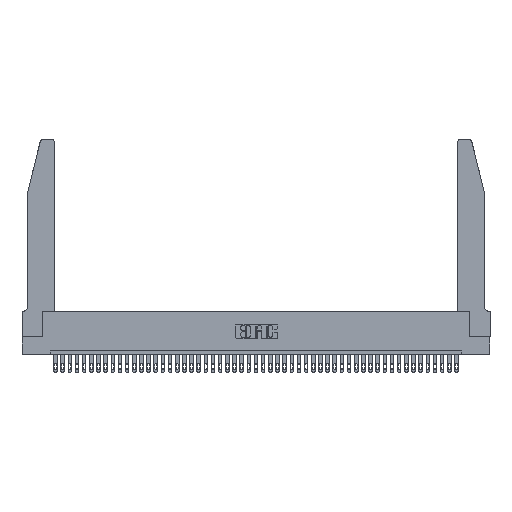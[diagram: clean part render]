
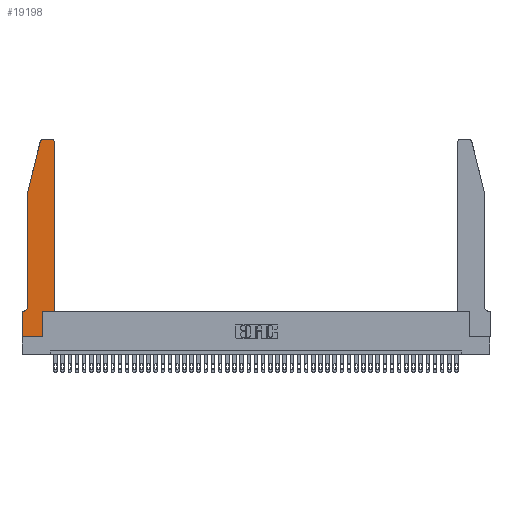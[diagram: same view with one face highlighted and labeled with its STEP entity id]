
A CAD part, top view. The second image highlights one B-rep face of the part: STEP entity #19198.
In plain terms, the highlighted planar face has unit normal (0, 0, 1).
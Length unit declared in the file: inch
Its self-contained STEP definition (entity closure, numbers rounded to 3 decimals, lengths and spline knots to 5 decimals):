
#154 = VERTEX_POINT ( 'NONE', #10884 ) ;
#374 = CARTESIAN_POINT ( 'NONE',  ( 0., 0., 0.37 ) ) ;
#568 = EDGE_CURVE ( 'NONE', #27556, #44064, #35125, .T. ) ;
#1779 = VERTEX_POINT ( 'NONE', #37551 ) ;
#2268 = LINE ( 'NONE', #14345, #24881 ) ;
#3435 = CIRCLE ( 'NONE', #12499, 0.07 ) ;
#4300 = EDGE_CURVE ( 'NONE', #45231, #27335, #5331, .T. ) ;
#4555 = VECTOR ( 'NONE', #4621, 39.37008 ) ;
#4621 = DIRECTION ( 'NONE',  ( 1., 0., 0. ) ) ;
#4722 = CARTESIAN_POINT ( 'NONE',  ( 0.4505, 0.35, 0.37 ) ) ;
#4922 = VECTOR ( 'NONE', #18294, 39.37008 ) ;
#4951 = ORIENTED_EDGE ( 'NONE', *, *, #16494, .T. ) ;
#5331 = LINE ( 'NONE', #14805, #43892 ) ;
#5505 = DIRECTION ( 'NONE',  ( -1., 0., 0. ) ) ;
#6086 = VERTEX_POINT ( 'NONE', #41997 ) ;
#7052 = DIRECTION ( 'NONE',  ( 0., 1., 0. ) ) ;
#7141 = CARTESIAN_POINT ( 'NONE',  ( 0.25487, 2.72718, 0.37 ) ) ;
#7482 = LINE ( 'NONE', #45035, #27883 ) ;
#7716 = EDGE_LOOP ( 'NONE', ( #4951, #12349, #18076, #16133, #13319, #34095, #24244, #19840, #7936, #25996, #20095, #7972 ) ) ;
#7815 = DIRECTION ( 'NONE',  ( 1., 0., 0. ) ) ;
#7936 = ORIENTED_EDGE ( 'NONE', *, *, #44008, .T. ) ;
#7972 = ORIENTED_EDGE ( 'NONE', *, *, #34477, .T. ) ;
#8006 = CARTESIAN_POINT ( 'NONE',  ( 0.4205, 2.75, 0.37 ) ) ;
#8127 = CARTESIAN_POINT ( 'NONE',  ( 0., 0.35, 0.37 ) ) ;
#9325 = EDGE_CURVE ( 'NONE', #13614, #20409, #32623, .T. ) ;
#9990 = DIRECTION ( 'NONE',  ( 0., -1., 0. ) ) ;
#10884 = CARTESIAN_POINT ( 'NONE',  ( 0.0755, 0.42, 0.37 ) ) ;
#11187 = CARTESIAN_POINT ( 'NONE',  ( 0.4505, 0.35, 0.37 ) ) ;
#11535 = CARTESIAN_POINT ( 'NONE',  ( 0., 0.35, 0.37 ) ) ;
#12349 = ORIENTED_EDGE ( 'NONE', *, *, #26165, .T. ) ;
#12499 = AXIS2_PLACEMENT_3D ( 'NONE', #35057, #24935, #17570 ) ;
#13190 = AXIS2_PLACEMENT_3D ( 'NONE', #45255, #30972, #23780 ) ;
#13243 = EDGE_CURVE ( 'NONE', #44064, #154, #7482, .T. ) ;
#13319 = ORIENTED_EDGE ( 'NONE', *, *, #36169, .T. ) ;
#13589 = CARTESIAN_POINT ( 'NONE',  ( 0.0055, 0.35, 0.37 ) ) ;
#13614 = VERTEX_POINT ( 'NONE', #13589 ) ;
#13888 = EDGE_CURVE ( 'NONE', #25180, #15444, #26161, .T. ) ;
#14345 = CARTESIAN_POINT ( 'NONE',  ( 0., 0., 0.37 ) ) ;
#14805 = CARTESIAN_POINT ( 'NONE',  ( 0., 0., 0.37 ) ) ;
#15444 = VERTEX_POINT ( 'NONE', #4722 ) ;
#16133 = ORIENTED_EDGE ( 'NONE', *, *, #13243, .T. ) ;
#16494 = EDGE_CURVE ( 'NONE', #43671, #6086, #43648, .T. ) ;
#17570 = DIRECTION ( 'NONE',  ( -1., 0., 0. ) ) ;
#17901 = DIRECTION ( 'NONE',  ( 0., -1., 0. ) ) ;
#18076 = ORIENTED_EDGE ( 'NONE', *, *, #568, .T. ) ;
#18294 = DIRECTION ( 'NONE',  ( 0., 1., 0. ) ) ;
#18531 = PLANE ( 'NONE',  #19522 ) ;
#19198 = ADVANCED_FACE ( 'NONE', ( #23708 ), #18531, .T. ) ;
#19522 = AXIS2_PLACEMENT_3D ( 'NONE', #8127, #36200, #43104 ) ;
#19840 = ORIENTED_EDGE ( 'NONE', *, *, #4300, .T. ) ;
#20095 = ORIENTED_EDGE ( 'NONE', *, *, #37388, .T. ) ;
#20409 = VERTEX_POINT ( 'NONE', #11535 ) ;
#21707 = DIRECTION ( 'NONE',  ( 0., 0., 1. ) ) ;
#22271 = AXIS2_PLACEMENT_3D ( 'NONE', #39167, #21707, #24763 ) ;
#23065 = DIRECTION ( 'NONE',  ( -1., 0., 0. ) ) ;
#23110 = EDGE_CURVE ( 'NONE', #20409, #45231, #2268, .T. ) ;
#23573 = DIRECTION ( 'NONE',  ( -0.239, -0.971, 0. ) ) ;
#23708 = FACE_OUTER_BOUND ( 'NONE', #7716, .T. ) ;
#23780 = DIRECTION ( 'NONE',  ( 1., 0., 0. ) ) ;
#24244 = ORIENTED_EDGE ( 'NONE', *, *, #23110, .T. ) ;
#24763 = DIRECTION ( 'NONE',  ( 1., 0., 0. ) ) ;
#24881 = VECTOR ( 'NONE', #17901, 39.37008 ) ;
#24935 = DIRECTION ( 'NONE',  ( 0., 0., -1. ) ) ;
#24997 = VECTOR ( 'NONE', #23065, 39.37008 ) ;
#25180 = VERTEX_POINT ( 'NONE', #37193 ) ;
#25996 = ORIENTED_EDGE ( 'NONE', *, *, #13888, .T. ) ;
#26161 = LINE ( 'NONE', #27497, #4555 ) ;
#26165 = EDGE_CURVE ( 'NONE', #6086, #27556, #36108, .T. ) ;
#26675 = CARTESIAN_POINT ( 'NONE',  ( 0.0755, 0.35, 0.37 ) ) ;
#27335 = VERTEX_POINT ( 'NONE', #31193 ) ;
#27497 = CARTESIAN_POINT ( 'NONE',  ( 0.4505, 0.35, 0.37 ) ) ;
#27556 = VERTEX_POINT ( 'NONE', #7141 ) ;
#27883 = VECTOR ( 'NONE', #9990, 39.37008 ) ;
#28385 = CARTESIAN_POINT ( 'NONE',  ( 0.0755, 2., 0.37 ) ) ;
#30707 = VECTOR ( 'NONE', #23573, 39.37008 ) ;
#30972 = DIRECTION ( 'NONE',  ( 0., 0., 1. ) ) ;
#31193 = CARTESIAN_POINT ( 'NONE',  ( 0.2865, 0., 0.37 ) ) ;
#32623 = LINE ( 'NONE', #26675, #41923 ) ;
#33494 = CARTESIAN_POINT ( 'NONE',  ( 0.2605, 2.75, 0.37 ) ) ;
#34095 = ORIENTED_EDGE ( 'NONE', *, *, #9325, .T. ) ;
#34477 = EDGE_CURVE ( 'NONE', #1779, #43671, #39373, .T. ) ;
#35057 = CARTESIAN_POINT ( 'NONE',  ( 0.0055, 0.42, 0.37 ) ) ;
#35125 = LINE ( 'NONE', #44582, #30707 ) ;
#35714 = LINE ( 'NONE', #42279, #36867 ) ;
#36108 = CIRCLE ( 'NONE', #13190, 0.03 ) ;
#36169 = EDGE_CURVE ( 'NONE', #154, #13614, #3435, .T. ) ;
#36200 = DIRECTION ( 'NONE',  ( 0., 0., 1. ) ) ;
#36867 = VECTOR ( 'NONE', #7052, 39.37008 ) ;
#37193 = CARTESIAN_POINT ( 'NONE',  ( 0.2865, 0.35, 0.37 ) ) ;
#37388 = EDGE_CURVE ( 'NONE', #15444, #1779, #39058, .T. ) ;
#37551 = CARTESIAN_POINT ( 'NONE',  ( 0.4505, 2.72, 0.37 ) ) ;
#39058 = LINE ( 'NONE', #11187, #4922 ) ;
#39167 = CARTESIAN_POINT ( 'NONE',  ( 0.4205, 2.72, 0.37 ) ) ;
#39373 = CIRCLE ( 'NONE', #22271, 0.03 ) ;
#41923 = VECTOR ( 'NONE', #5505, 39.37008 ) ;
#41997 = CARTESIAN_POINT ( 'NONE',  ( 0.284, 2.75, 0.37 ) ) ;
#42279 = CARTESIAN_POINT ( 'NONE',  ( 0.2865, 0.35, 0.37 ) ) ;
#43104 = DIRECTION ( 'NONE',  ( 1., 0., 0. ) ) ;
#43648 = LINE ( 'NONE', #33494, #24997 ) ;
#43671 = VERTEX_POINT ( 'NONE', #8006 ) ;
#43892 = VECTOR ( 'NONE', #7815, 39.37008 ) ;
#44008 = EDGE_CURVE ( 'NONE', #27335, #25180, #35714, .T. ) ;
#44064 = VERTEX_POINT ( 'NONE', #28385 ) ;
#44582 = CARTESIAN_POINT ( 'NONE',  ( 0.0755, 2., 0.37 ) ) ;
#45035 = CARTESIAN_POINT ( 'NONE',  ( 0.0755, 2., 0.37 ) ) ;
#45231 = VERTEX_POINT ( 'NONE', #374 ) ;
#45255 = CARTESIAN_POINT ( 'NONE',  ( 0.284, 2.72, 0.37 ) ) ;
